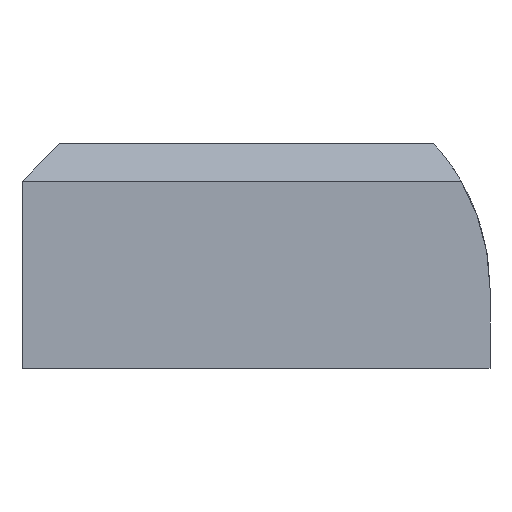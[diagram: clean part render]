
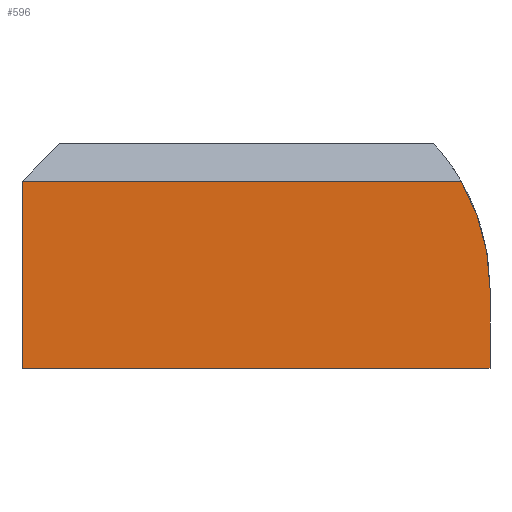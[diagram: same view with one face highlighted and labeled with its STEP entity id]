
A CAD part, front view. The second image highlights one B-rep face of the part: STEP entity #596.
In plain terms, the highlighted planar face has unit normal (0, -1, 0).
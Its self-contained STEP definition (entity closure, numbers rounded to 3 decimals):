
#24=CIRCLE('',#610,23.);
#67=FACE_OUTER_BOUND('',#101,.T.);
#101=EDGE_LOOP('',(#539,#540,#541,#542,#543));
#115=LINE('',#839,#183);
#148=LINE('',#924,#216);
#167=LINE('',#965,#235);
#171=LINE('',#970,#239);
#183=VECTOR('',#674,46.919);
#216=VECTOR('',#749,50.);
#235=VECTOR('',#792,20.);
#239=VECTOR('',#798,8.5);
#252=VERTEX_POINT('',#836);
#253=VERTEX_POINT('',#838);
#254=VERTEX_POINT('',#842);
#283=VERTEX_POINT('',#921);
#284=VERTEX_POINT('',#923);
#310=EDGE_CURVE('',#252,#253,#115,.T.);
#312=EDGE_CURVE('',#254,#253,#24,.T.);
#352=EDGE_CURVE('',#284,#283,#148,.T.);
#373=EDGE_CURVE('',#252,#284,#167,.T.);
#377=EDGE_CURVE('',#283,#254,#171,.T.);
#539=ORIENTED_EDGE('',*,*,#310,.F.);
#540=ORIENTED_EDGE('',*,*,#373,.T.);
#541=ORIENTED_EDGE('',*,*,#352,.T.);
#542=ORIENTED_EDGE('',*,*,#377,.T.);
#543=ORIENTED_EDGE('',*,*,#312,.T.);
#566=PLANE('',#644);
#596=ADVANCED_FACE('',(#67),#566,.F.);
#610=AXIS2_PLACEMENT_3D('',#843,#679,#680);
#644=AXIS2_PLACEMENT_3D('',#973,#803,#804);
#674=DIRECTION('',(1.,0.,0.));
#679=DIRECTION('center_axis',(0.,-1.,0.));
#680=DIRECTION('ref_axis',(-0.739,0.,-0.674));
#749=DIRECTION('',(1.,0.,0.));
#792=DIRECTION('',(0.,0.,-1.));
#798=DIRECTION('',(0.,0.,1.));
#803=DIRECTION('center_axis',(0.,1.,0.));
#804=DIRECTION('ref_axis',(0.,0.,1.));
#836=CARTESIAN_POINT('',(-50.,0.,20.));
#838=CARTESIAN_POINT('',(-3.081,0.,20.));
#839=CARTESIAN_POINT('',(-15.748,0.,20.));
#842=CARTESIAN_POINT('',(0.,0.,8.5));
#843=CARTESIAN_POINT('Origin',(-23.,0.,8.5));
#921=CARTESIAN_POINT('',(0.,0.,0.));
#923=CARTESIAN_POINT('',(-50.,0.,0.));
#924=CARTESIAN_POINT('',(-50.,0.,0.));
#965=CARTESIAN_POINT('',(-50.,0.,20.));
#970=CARTESIAN_POINT('',(0.,0.,0.));
#973=CARTESIAN_POINT('Origin',(-25.488,0.,11.353));
